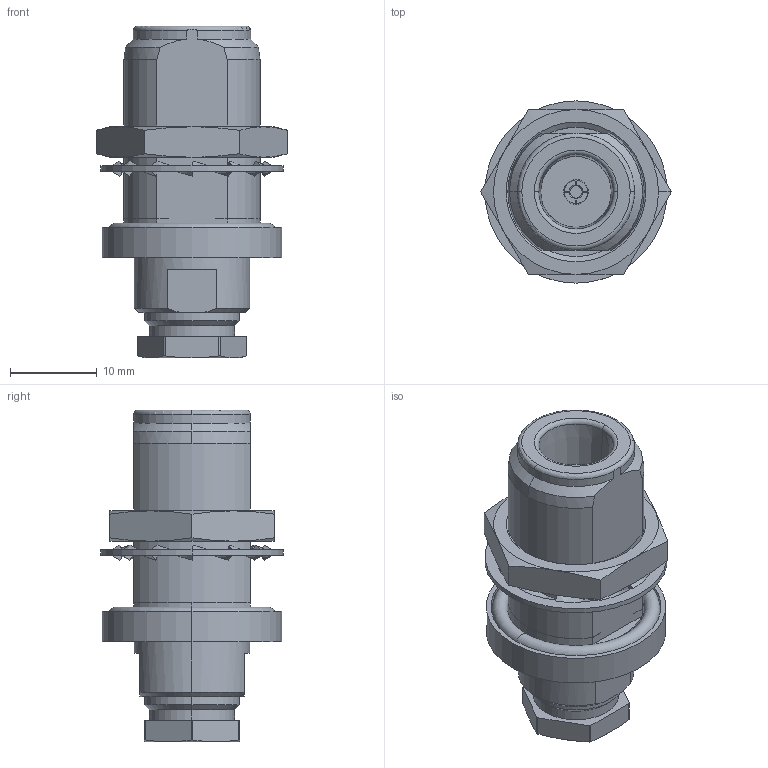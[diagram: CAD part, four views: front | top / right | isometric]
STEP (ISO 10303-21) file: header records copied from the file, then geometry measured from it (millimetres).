
FILE_DESCRIPTION (( 'STEP AP214' ), '1' );
FILE_NAME ('J01021H1003.STEP', '2017-03-14T07:33:19', ( '' ), ( '' ), 'SwSTEP 2.0', 'SolidWorks 2015', '' );
FILE_SCHEMA (( 'AUTOMOTIVE_DESIGN' ));
Length unit declared in the file: millimetre
Products named in the file (1): J01021H1003
Bounding box: 21.94 x 21 x 38.22 mm (x, y, z)
Volume: 6704.1 mm3; surface area: 3984.1 mm2
Topology: 3 solids, 3 shells, 208 faces, 521 edges, 326 vertices
Faces by surface type: plane 73, cylinder 45, cone 44, bspline 36, torus 10
Entity records: 9313 total; most frequent: CARTESIAN_POINT 2318, ORIENTED_EDGE 1042, DIRECTION 865, EDGE_CURVE 521, AXIS2_PLACEMENT_3D 329, VERTEX_POINT 326, EDGE_LOOP 223, UNCERTAINTY_MEASURE_WITH_UNIT 211
